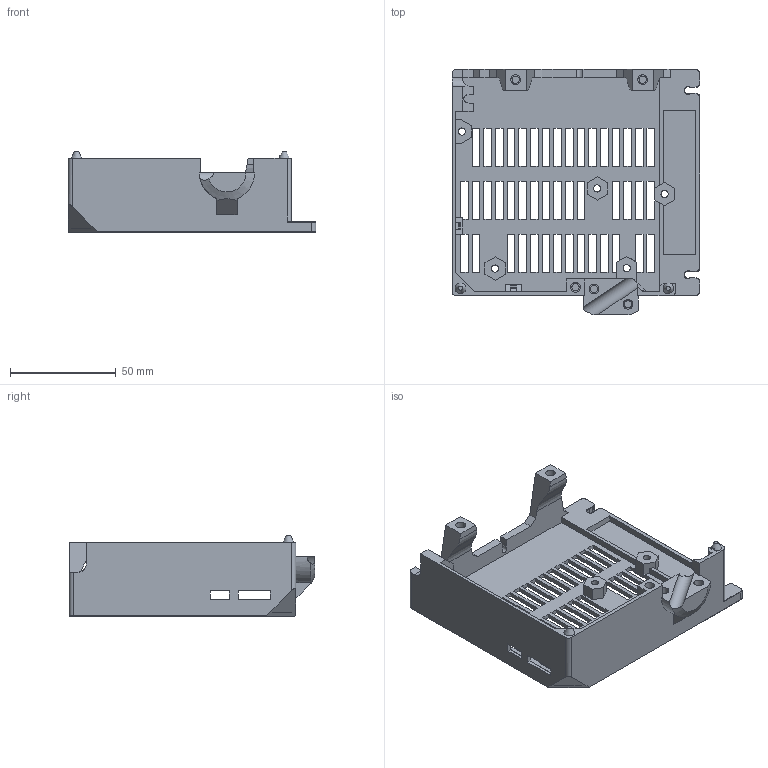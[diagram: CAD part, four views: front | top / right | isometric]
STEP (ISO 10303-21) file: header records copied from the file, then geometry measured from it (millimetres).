
FILE_DESCRIPTION(/* description */ (''),/* implementation_level */ '2;1');
FILE_NAME(/* name */ 'mcu_base_skr_mini_e3.step',/* time_stamp */ '2025-08-15T09:56:45+02:00',/* author */ (''),/* organization */ (''),/* preprocessor_version */ 'ST-DEVELOPER v20.1',/* originating_system */ 'Autodesk Translation Framework v14.10.0.0',/* authorisation */ '');
FILE_SCHEMA (('AUTOMOTIVE_DESIGN { 1 0 10303 214 3 1 1 }'));
Length unit declared in the file: millimetre
Products named in the file (1): mcu_base_skr_mini_e3
Bounding box: 117 x 116 x 38 mm (x, y, z)
Volume: 52212.1 mm3; surface area: 45490.6 mm2
Topology: 1 solids, 1 shells, 453 faces, 1277 edges, 834 vertices
Faces by surface type: plane 371, cylinder 45, cone 31, bspline 3, torus 3
Full cylindrical faces by diameter (mm): 3.4 x10, 4.6 x10
Entity records: 14898 total; most frequent: CARTESIAN_POINT 2894, ORIENTED_EDGE 2554, DIRECTION 2285, EDGE_CURVE 1277, LINE 1105, VECTOR 1105, VERTEX_POINT 834, AXIS2_PLACEMENT_3D 590
